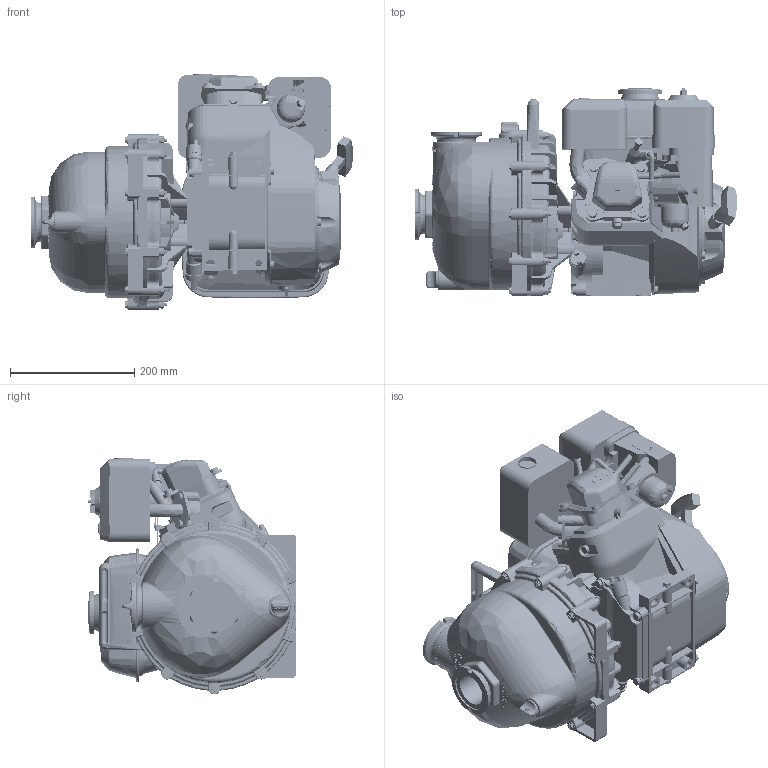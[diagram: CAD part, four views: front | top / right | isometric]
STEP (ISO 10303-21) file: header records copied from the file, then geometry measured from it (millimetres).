
FILE_DESCRIPTION(/* description */ ('POLY PUMP REAR BRACKET '),/* implementation_level */ '2;1');
FILE_NAME(/* name */ 'M220PH6.stp',/* time_stamp */ '2015-07-02T15:36:41-04:00',/* author */ ('mclevenger'),/* organization */ (''),/* preprocessor_version */ 'ST-DEVELOPER v15.6',/* originating_system */ 'Autodesk Inventor 2015',/* authorisation */ '');
FILE_SCHEMA (('AUTOMOTIVE_DESIGN { 1 0 10303 214 3 1 1 }'));
Products named in the file (30): 12703A; M12712X; M17000P; M12712Y; 12777; UV15163; M12712; 13702; 12715A; 12717; 12705; 12900; 12725; 12719A; 12754; 12720; V07018; V07019; 12775A; 12902A; 12765A; 13772; 13771; 12901; 12733; 12710; 12774VA; 12716; E6H; M220PH6
Assembly tree (69 placements, depth 4):
  M220PH6
    12703A
    M12712
      M12712Y
        M12712X
        M17000P  x2
      12777  x2
      UV15163  x2
    13702
    12715A  x4
    12717  x4
    12705
    12900
    12725  x2
    12719A
    12754
    12720  x10
    V07018  x10
    V07019  x10
    12775A
    12902A
    12765A
    13771
      13772
    12901  x4
    12733
    12710
    12774VA
    12716
    E6H
Bounding box: 517.83 x 334.5 x 380.58 mm (x, y, z)
Volume: 19007532.2 mm3; surface area: 1834107.1 mm2
Topology: 88 solids, 89 shells, 8975 faces, 22382 edges, 13731 vertices
Faces by surface type: plane 2811, cylinder 2260, cone 1907, bspline 1239, torus 720, sphere 38
Full cylindrical faces by diameter (mm): 2.87 x2, 2.921 x2, 3.505 x14, 4.572 x1, 4.877 x8, 5.207 x2, 5.588 x7, 6 x1, 6.35 x430, 6.782 x1, 6.858 x20, 7.747 x1, 7.938 x4, 8 x3, 8.731 x4, 9.4 x2, 10 x1, 11.112 x1, 11.906 x4, 12 x2, 12.7 x2, 13 x5, 13.208 x10, 15 x3, 17.145 x1, 17.399 x1, 17.475 x6, 18 x1, 18.263 x1, 19.05 x3
Entity records: 240431 total; most frequent: CARTESIAN_POINT 102676, ORIENTED_EDGE 30502, DIRECTION 24607, EDGE_CURVE 15250, VERTEX_POINT 10079, AXIS2_PLACEMENT_3D 8864, LINE 6879, VECTOR 6879
